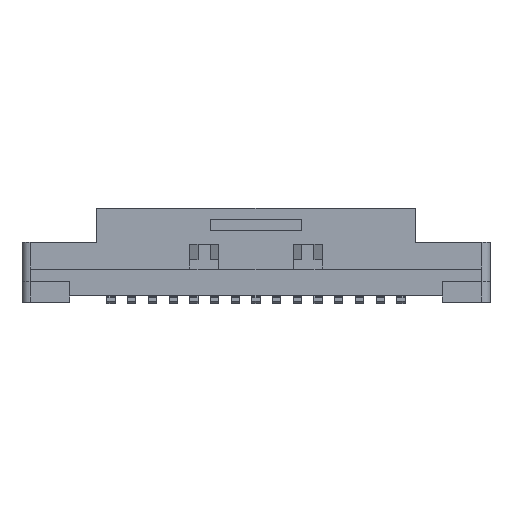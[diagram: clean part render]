
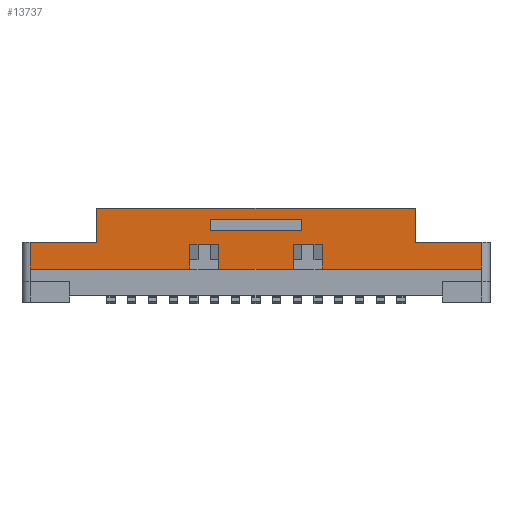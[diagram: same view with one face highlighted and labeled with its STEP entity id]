
A CAD part, top view. The second image highlights one B-rep face of the part: STEP entity #13737.
In plain terms, the highlighted planar face has unit normal (0, 0, 1).
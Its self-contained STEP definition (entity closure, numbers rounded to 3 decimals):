
#424=DIRECTION('',(1.,0.,0.));
#425=VECTOR('',#424,0.7);
#426=CARTESIAN_POINT('',(-1.6,0.265,2.15));
#427=LINE('',#426,#425);
#428=DIRECTION('',(0.,1.,0.));
#429=VECTOR('',#428,0.6);
#430=CARTESIAN_POINT('',(-1.6,-0.335,2.15));
#431=LINE('',#430,#429);
#432=DIRECTION('',(-1.,0.,0.));
#433=VECTOR('',#432,3.85);
#434=CARTESIAN_POINT('',(-1.6,-0.335,2.15));
#435=LINE('',#434,#433);
#436=DIRECTION('',(0.,1.,0.));
#437=VECTOR('',#436,0.65);
#438=CARTESIAN_POINT('',(-5.45,-0.335,2.15));
#439=LINE('',#438,#437);
#440=DIRECTION('',(1.,0.,0.));
#441=VECTOR('',#440,1.6);
#442=CARTESIAN_POINT('',(-5.45,0.315,2.15));
#443=LINE('',#442,#441);
#444=DIRECTION('',(0.,-1.,0.));
#445=VECTOR('',#444,0.82);
#446=CARTESIAN_POINT('',(-3.85,1.135,2.15));
#447=LINE('',#446,#445);
#448=DIRECTION('',(0.,-1.,0.));
#449=VECTOR('',#448,0.82);
#450=CARTESIAN_POINT('',(3.85,1.135,2.15));
#451=LINE('',#450,#449);
#452=DIRECTION('',(1.,0.,0.));
#453=VECTOR('',#452,1.6);
#454=CARTESIAN_POINT('',(3.85,0.315,2.15));
#455=LINE('',#454,#453);
#456=DIRECTION('',(0.,1.,0.));
#457=VECTOR('',#456,0.65);
#458=CARTESIAN_POINT('',(5.45,-0.335,2.15));
#459=LINE('',#458,#457);
#460=DIRECTION('',(-1.,0.,0.));
#461=VECTOR('',#460,3.85);
#462=CARTESIAN_POINT('',(5.45,-0.335,2.15));
#463=LINE('',#462,#461);
#464=DIRECTION('',(0.,1.,0.));
#465=VECTOR('',#464,0.6);
#466=CARTESIAN_POINT('',(1.6,-0.335,2.15));
#467=LINE('',#466,#465);
#468=DIRECTION('',(1.,0.,0.));
#469=VECTOR('',#468,0.7);
#470=CARTESIAN_POINT('',(0.9,0.265,2.15));
#471=LINE('',#470,#469);
#472=DIRECTION('',(0.,1.,0.));
#473=VECTOR('',#472,0.6);
#474=CARTESIAN_POINT('',(0.9,-0.335,2.15));
#475=LINE('',#474,#473);
#476=DIRECTION('',(-1.,0.,0.));
#477=VECTOR('',#476,1.8);
#478=CARTESIAN_POINT('',(0.9,-0.335,2.15));
#479=LINE('',#478,#477);
#480=DIRECTION('',(0.,1.,0.));
#481=VECTOR('',#480,0.6);
#482=CARTESIAN_POINT('',(-0.9,-0.335,2.15));
#483=LINE('',#482,#481);
#484=DIRECTION('',(0.,1.,0.));
#485=VECTOR('',#484,0.28);
#486=CARTESIAN_POINT('',(1.1,0.585,2.15));
#487=LINE('',#486,#485);
#488=DIRECTION('',(1.,0.,0.));
#489=VECTOR('',#488,2.2);
#490=CARTESIAN_POINT('',(-1.1,0.865,2.15));
#491=LINE('',#490,#489);
#492=DIRECTION('',(0.,1.,0.));
#493=VECTOR('',#492,0.28);
#494=CARTESIAN_POINT('',(-1.1,0.585,2.15));
#495=LINE('',#494,#493);
#496=DIRECTION('',(1.,0.,0.));
#497=VECTOR('',#496,2.2);
#498=CARTESIAN_POINT('',(-1.1,0.585,2.15));
#499=LINE('',#498,#497);
#9731=DIRECTION('',(-1.,0.,0.));
#9732=VECTOR('',#9731,7.7);
#9733=CARTESIAN_POINT('',(3.85,1.135,2.15));
#9734=LINE('',#9733,#9732);
#9996=CARTESIAN_POINT('',(-3.85,1.135,2.15));
#9998=VERTEX_POINT('',#9996);
#10004=CARTESIAN_POINT('',(3.85,1.135,2.15));
#10006=VERTEX_POINT('',#10004);
#10007=CARTESIAN_POINT('',(-3.85,0.315,2.15));
#10008=VERTEX_POINT('',#10007);
#10009=CARTESIAN_POINT('',(3.85,0.315,2.15));
#10010=VERTEX_POINT('',#10009);
#10023=CARTESIAN_POINT('',(-5.45,0.315,2.15));
#10024=VERTEX_POINT('',#10023);
#10025=CARTESIAN_POINT('',(5.45,0.315,2.15));
#10026=VERTEX_POINT('',#10025);
#10051=CARTESIAN_POINT('',(-5.45,-0.335,2.15));
#10052=VERTEX_POINT('',#10051);
#10053=CARTESIAN_POINT('',(5.45,-0.335,2.15));
#10054=VERTEX_POINT('',#10053);
#10607=CARTESIAN_POINT('',(-1.6,-0.335,2.15));
#10608=VERTEX_POINT('',#10607);
#10609=CARTESIAN_POINT('',(-0.9,-0.335,2.15));
#10610=VERTEX_POINT('',#10609);
#10611=CARTESIAN_POINT('',(0.9,-0.335,2.15));
#10612=VERTEX_POINT('',#10611);
#10613=CARTESIAN_POINT('',(1.6,-0.335,2.15));
#10614=VERTEX_POINT('',#10613);
#10615=CARTESIAN_POINT('',(-1.6,0.265,2.15));
#10616=CARTESIAN_POINT('',(-0.9,0.265,2.15));
#10617=VERTEX_POINT('',#10615);
#10618=VERTEX_POINT('',#10616);
#10619=CARTESIAN_POINT('',(0.9,0.265,2.15));
#10620=CARTESIAN_POINT('',(1.6,0.265,2.15));
#10621=VERTEX_POINT('',#10619);
#10622=VERTEX_POINT('',#10620);
#10679=CARTESIAN_POINT('',(1.1,0.585,2.15));
#10680=CARTESIAN_POINT('',(1.1,0.865,2.15));
#10681=VERTEX_POINT('',#10679);
#10682=VERTEX_POINT('',#10680);
#10683=CARTESIAN_POINT('',(-1.1,0.585,2.15));
#10684=CARTESIAN_POINT('',(-1.1,0.865,2.15));
#10685=VERTEX_POINT('',#10683);
#10686=VERTEX_POINT('',#10684);
#13694=CARTESIAN_POINT('',(5.65,-0.335,2.15));
#13695=DIRECTION('',(0.,0.,-1.));
#13696=DIRECTION('',(0.,1.,0.));
#13697=AXIS2_PLACEMENT_3D('',#13694,#13695,#13696);
#13698=PLANE('',#13697);
#13699=ORIENTED_EDGE('',*,*,#13640,.F.);
#13700=ORIENTED_EDGE('',*,*,#13595,.F.);
#13701=ORIENTED_EDGE('',*,*,#13549,.T.);
#13703=ORIENTED_EDGE('',*,*,#13702,.T.);
#13705=ORIENTED_EDGE('',*,*,#13704,.T.);
#13707=ORIENTED_EDGE('',*,*,#13706,.F.);
#13709=ORIENTED_EDGE('',*,*,#13708,.F.);
#13711=ORIENTED_EDGE('',*,*,#13710,.T.);
#13713=ORIENTED_EDGE('',*,*,#13712,.T.);
#13715=ORIENTED_EDGE('',*,*,#13714,.F.);
#13716=ORIENTED_EDGE('',*,*,#13576,.T.);
#13718=ORIENTED_EDGE('',*,*,#13717,.T.);
#13719=ORIENTED_EDGE('',*,*,#13655,.F.);
#13721=ORIENTED_EDGE('',*,*,#13720,.F.);
#13722=ORIENTED_EDGE('',*,*,#13561,.T.);
#13724=ORIENTED_EDGE('',*,*,#13723,.T.);
#13725=EDGE_LOOP('',(#13699,#13700,#13701,#13703,#13705,#13707,#13709,#13711,
#13713,#13715,#13716,#13718,#13719,#13721,#13722,#13724));
#13726=FACE_OUTER_BOUND('',#13725,.F.);
#13728=ORIENTED_EDGE('',*,*,#13727,.T.);
#13730=ORIENTED_EDGE('',*,*,#13729,.F.);
#13732=ORIENTED_EDGE('',*,*,#13731,.F.);
#13734=ORIENTED_EDGE('',*,*,#13733,.T.);
#13735=EDGE_LOOP('',(#13728,#13730,#13732,#13734));
#13736=FACE_BOUND('',#13735,.F.);
#13737=ADVANCED_FACE('',(#13726,#13736),#13698,.F.);
#13549=EDGE_CURVE('',#10608,#10052,#435,.T.);
#13561=EDGE_CURVE('',#10612,#10610,#479,.T.);
#13576=EDGE_CURVE('',#10054,#10614,#463,.T.);
#13595=EDGE_CURVE('',#10608,#10617,#431,.T.);
#13640=EDGE_CURVE('',#10617,#10618,#427,.T.);
#13655=EDGE_CURVE('',#10621,#10622,#471,.T.);
#13702=EDGE_CURVE('',#10052,#10024,#439,.T.);
#13704=EDGE_CURVE('',#10024,#10008,#443,.T.);
#13706=EDGE_CURVE('',#9998,#10008,#447,.T.);
#13708=EDGE_CURVE('',#10006,#9998,#9734,.T.);
#13710=EDGE_CURVE('',#10006,#10010,#451,.T.);
#13712=EDGE_CURVE('',#10010,#10026,#455,.T.);
#13714=EDGE_CURVE('',#10054,#10026,#459,.T.);
#13717=EDGE_CURVE('',#10614,#10622,#467,.T.);
#13720=EDGE_CURVE('',#10612,#10621,#475,.T.);
#13723=EDGE_CURVE('',#10610,#10618,#483,.T.);
#13727=EDGE_CURVE('',#10681,#10682,#487,.T.);
#13729=EDGE_CURVE('',#10686,#10682,#491,.T.);
#13731=EDGE_CURVE('',#10685,#10686,#495,.T.);
#13733=EDGE_CURVE('',#10685,#10681,#499,.T.);
